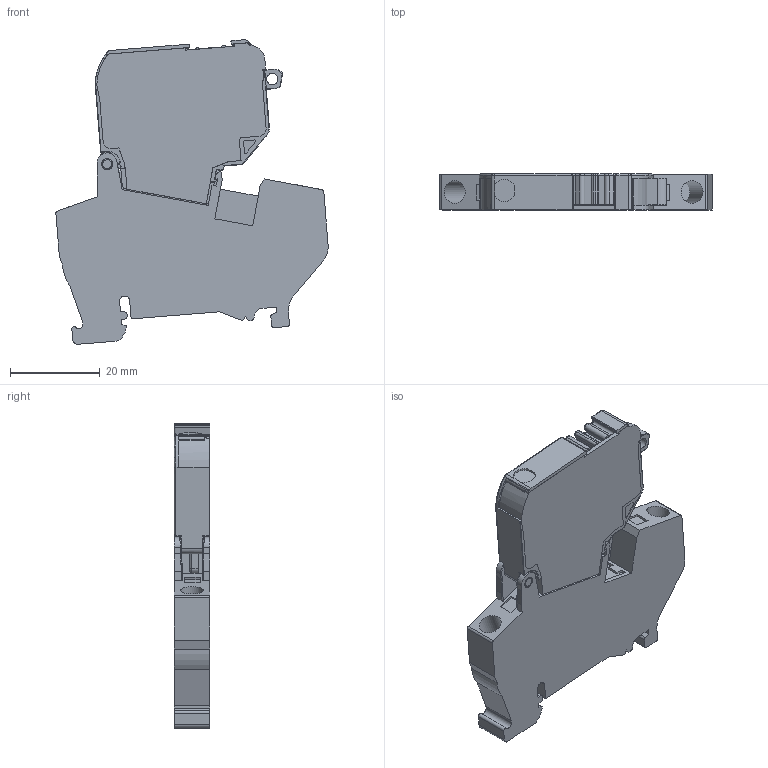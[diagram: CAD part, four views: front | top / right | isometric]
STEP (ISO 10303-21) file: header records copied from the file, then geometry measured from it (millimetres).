
FILE_DESCRIPTION(/* description */ ('Unknown'),/* implementation_level */ '2;1');
FILE_NAME(/* name */ 'DCF4D_GY_3D',/* time_stamp */ '2019-10-06T11:21:31+06:00',/* author */ ('Unknown'),/* organization */ ('Unknown'),/* preprocessor_version */ 'ST-DEVELOPER v16.7',/* originating_system */ 'DEX',/* authorisation */ $);
FILE_SCHEMA (('AUTOMOTIVE_DESIGN { 1 0 10303 214 3 1 1 }','TECHNICAL_DATA_PACKAGING','AUTOMOTIVE_DESIGN {1 0 10303 214 3 1 1}'));
Length unit declared in the file: millimetre
Products named in the file (1): DCF4
Bounding box: 60.77 x 8 x 68 mm (x, y, z)
Volume: 20564.8 mm3; surface area: 9188.3 mm2
Topology: 1 solids, 1 shells, 449 faces, 1252 edges, 794 vertices
Faces by surface type: plane 227, cylinder 173, torus 35, bspline 10, sphere 2, cone 2
Full cylindrical faces by diameter (mm): 2.5 x3, 5 x2
Entity records: 14459 total; most frequent: CARTESIAN_POINT 2827, ORIENTED_EDGE 2472, DIRECTION 2424, EDGE_CURVE 1236, AXIS2_PLACEMENT_3D 814, LINE 796, VECTOR 796, VERTEX_POINT 792
